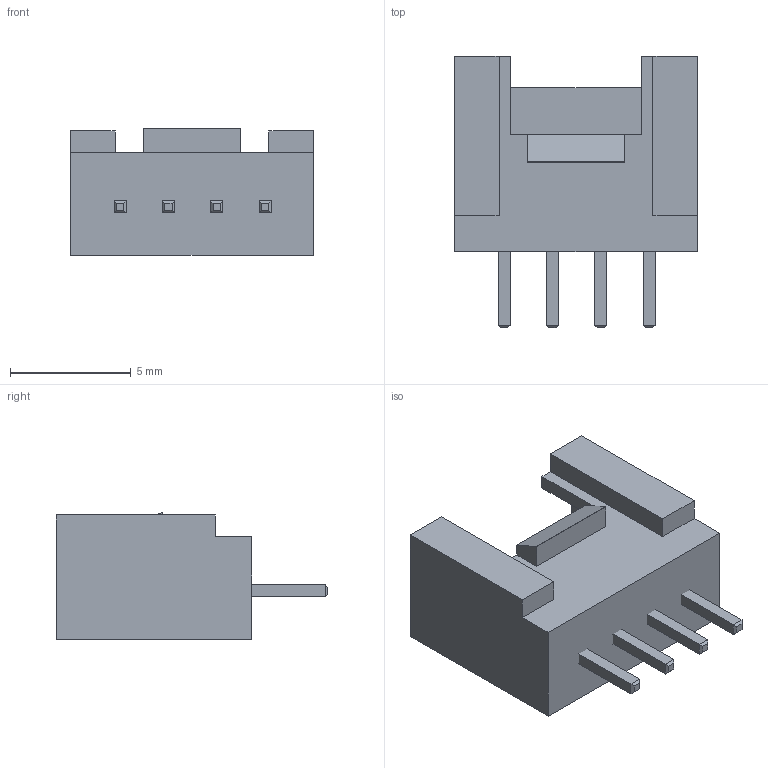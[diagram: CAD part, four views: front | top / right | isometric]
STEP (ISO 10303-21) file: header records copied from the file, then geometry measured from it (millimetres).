
FILE_DESCRIPTION(/* description */ (''),/* implementation_level */ '2;1');
FILE_NAME(/* name */ 'User Library-grove v1.step',/* time_stamp */ '2019-03-22T21:34:41-04:00',/* author */ ('TangentAudio'),/* organization */ (''),/* preprocessor_version */ 'ST-DEVELOPER v17.2',/* originating_system */ 'Autodesk Translation Framework v7.6.0.251',/* authorisation */ '');
FILE_SCHEMA (('AUTOMOTIVE_DESIGN { 1 0 10303 214 3 1 1 }'));
Length unit declared in the file: millimetre
Products named in the file (3): User Library-grove; User Library-grove_grove_plastika; User Library-grove_pin
Assembly tree (5 placements, depth 2):
  User Library-grove
    User Library-grove_grove_plastika
    User Library-grove_pin  x4
Bounding box: 10.05 x 11.23 x 5.25 mm (x, y, z)
Volume: 185.7 mm3; surface area: 545.4 mm2
Topology: 5 solids, 5 shells, 89 faces, 205 edges, 126 vertices
Faces by surface type: plane 89
Entity records: 1514 total; most frequent: CARTESIAN_POINT 254, ORIENTED_EDGE 242, DIRECTION 231, LINE 121, VECTOR 121, EDGE_CURVE 121, VERTEX_POINT 78, AXIS2_PLACEMENT_3D 55
